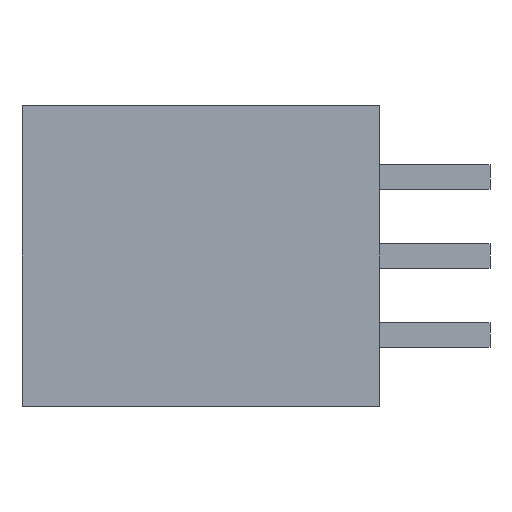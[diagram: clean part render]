
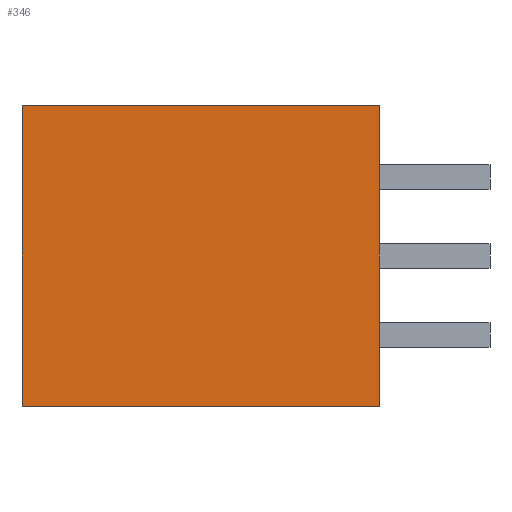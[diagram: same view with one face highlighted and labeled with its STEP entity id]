
A CAD part, left-side view. The second image highlights one B-rep face of the part: STEP entity #346.
In plain terms, the highlighted planar face has unit normal (-1, 0, 0).
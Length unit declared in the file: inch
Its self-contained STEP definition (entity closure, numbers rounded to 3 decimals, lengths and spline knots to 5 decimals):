
#10 = CARTESIAN_POINT ( 'NONE',  ( -0.38, 0.189, -0.187 ) ) ;
#35 = VECTOR ( 'NONE', #807, 39.37008 ) ;
#60 = ORIENTED_EDGE ( 'NONE', *, *, #185, .T. ) ;
#130 = VERTEX_POINT ( 'NONE', #864 ) ;
#152 = FACE_OUTER_BOUND ( 'NONE', #1370, .T. ) ;
#173 = VECTOR ( 'NONE', #1066, 39.37008 ) ;
#185 = EDGE_CURVE ( 'NONE', #973, #130, #311, .T. ) ;
#259 = CARTESIAN_POINT ( 'NONE',  ( -0.38, -0.256, -0.187 ) ) ;
#288 = EDGE_CURVE ( 'NONE', #1330, #973, #509, .T. ) ;
#311 = LINE ( 'NONE', #1401, #35 ) ;
#318 = VECTOR ( 'NONE', #1336, 39.37008 ) ;
#346 = ADVANCED_FACE ( 'NONE', ( #152 ), #396, .F. ) ;
#351 = VERTEX_POINT ( 'NONE', #652 ) ;
#396 = PLANE ( 'NONE',  #1250 ) ;
#509 = LINE ( 'NONE', #259, #1449 ) ;
#554 = CARTESIAN_POINT ( 'NONE',  ( -0.38, -0.256, 0.187 ) ) ;
#593 = CARTESIAN_POINT ( 'NONE',  ( -0.38, -0.256, -0.187 ) ) ;
#652 = CARTESIAN_POINT ( 'NONE',  ( -0.38, 0.189, -0.187 ) ) ;
#757 = EDGE_CURVE ( 'NONE', #351, #1330, #1119, .T. ) ;
#758 = CARTESIAN_POINT ( 'NONE',  ( -0.38, -0.256, -0.187 ) ) ;
#807 = DIRECTION ( 'NONE',  ( 0., 1., 0. ) ) ;
#864 = CARTESIAN_POINT ( 'NONE',  ( -0.38, 0.189, 0.187 ) ) ;
#913 = DIRECTION ( 'NONE',  ( 1., 0., 0. ) ) ;
#973 = VERTEX_POINT ( 'NONE', #554 ) ;
#1066 = DIRECTION ( 'NONE',  ( 0., 0., -1. ) ) ;
#1119 = LINE ( 'NONE', #758, #318 ) ;
#1129 = ORIENTED_EDGE ( 'NONE', *, *, #1245, .T. ) ;
#1173 = ORIENTED_EDGE ( 'NONE', *, *, #288, .T. ) ;
#1231 = DIRECTION ( 'NONE',  ( 0., 0., 1. ) ) ;
#1245 = EDGE_CURVE ( 'NONE', #130, #351, #1321, .T. ) ;
#1250 = AXIS2_PLACEMENT_3D ( 'NONE', #1512, #913, #1525 ) ;
#1321 = LINE ( 'NONE', #10, #173 ) ;
#1330 = VERTEX_POINT ( 'NONE', #593 ) ;
#1336 = DIRECTION ( 'NONE',  ( 0., -1., 0. ) ) ;
#1370 = EDGE_LOOP ( 'NONE', ( #60, #1129, #1428, #1173 ) ) ;
#1401 = CARTESIAN_POINT ( 'NONE',  ( -0.38, -0.256, 0.187 ) ) ;
#1428 = ORIENTED_EDGE ( 'NONE', *, *, #757, .T. ) ;
#1449 = VECTOR ( 'NONE', #1231, 39.37008 ) ;
#1512 = CARTESIAN_POINT ( 'NONE',  ( -0.38, 0., 0. ) ) ;
#1525 = DIRECTION ( 'NONE',  ( 0., 0., -1. ) ) ;
